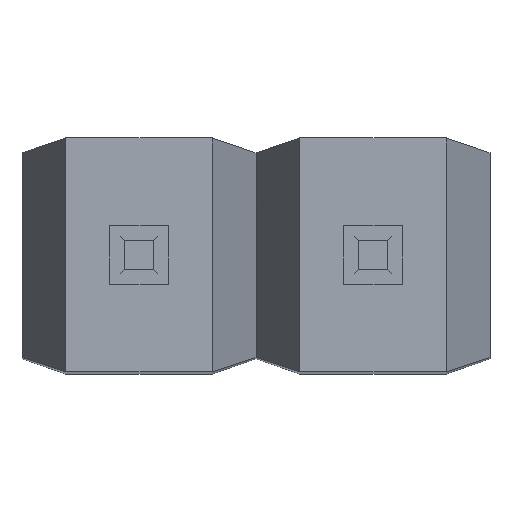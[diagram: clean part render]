
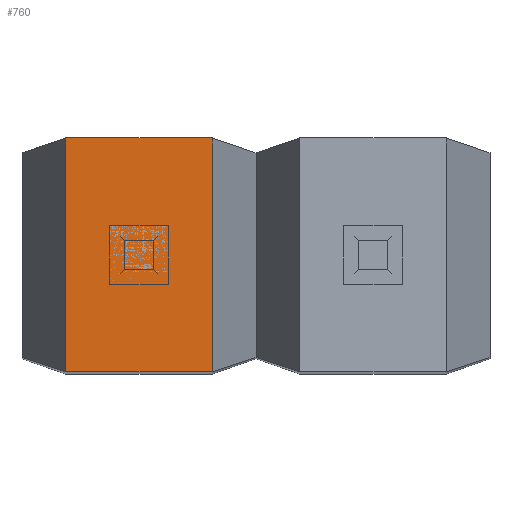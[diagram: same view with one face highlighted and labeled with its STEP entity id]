
A CAD part, top view. The second image highlights one B-rep face of the part: STEP entity #760.
In plain terms, the highlighted planar face has unit normal (0, 0, 1).
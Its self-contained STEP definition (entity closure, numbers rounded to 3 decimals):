
#732=CARTESIAN_POINT('',(-0.476,1.27,12.7));
#731=VERTEX_POINT('',#732);
#742=CARTESIAN_POINT('',(-0.476,-1.27,12.7));
#741=VERTEX_POINT('',#742);
#740=EDGE_CURVE('',#741,#731,#745,.T.);
#745=LINE('',#742,#747);
#747=VECTOR('',#748,2.54);
#748=DIRECTION('',(0.0,1.0,0.0));
#760=ADVANCED_FACE('',(#766),#761,.T.);
#761=PLANE('',#762);
#762=AXIS2_PLACEMENT_3D('',#763,#764,#765);
#763=CARTESIAN_POINT('',(-2.064,-1.27,12.7));
#764=DIRECTION('',(0.0,0.0,1.0));
#765=DIRECTION('',(0.,1.,0.));
#766=FACE_OUTER_BOUND('',#767,.T.);
#767=EDGE_LOOP('',(#768,#778,#788,#798));
#773=CARTESIAN_POINT('',(-2.064,-1.27,12.7));
#772=VERTEX_POINT('',#773);
#769=EDGE_CURVE('',#741,#772,#774,.T.);
#774=LINE('',#742,#776);
#776=VECTOR('',#777,1.588);
#777=DIRECTION('',(-1.0,0.0,0.0));
#768=ORIENTED_EDGE('',*,*,#769,.F.);
#778=ORIENTED_EDGE('',*,*,#740,.T.);
#791=CARTESIAN_POINT('',(-2.064,1.27,12.7));
#790=VERTEX_POINT('',#791);
#789=EDGE_CURVE('',#790,#731,#794,.T.);
#794=LINE('',#791,#796);
#796=VECTOR('',#797,1.588);
#797=DIRECTION('',(1.0,0.0,0.0));
#788=ORIENTED_EDGE('',*,*,#789,.F.);
#799=EDGE_CURVE('',#772,#790,#804,.T.);
#804=LINE('',#773,#806);
#806=VECTOR('',#807,2.54);
#807=DIRECTION('',(0.0,1.0,0.0));
#798=ORIENTED_EDGE('',*,*,#799,.F.);
